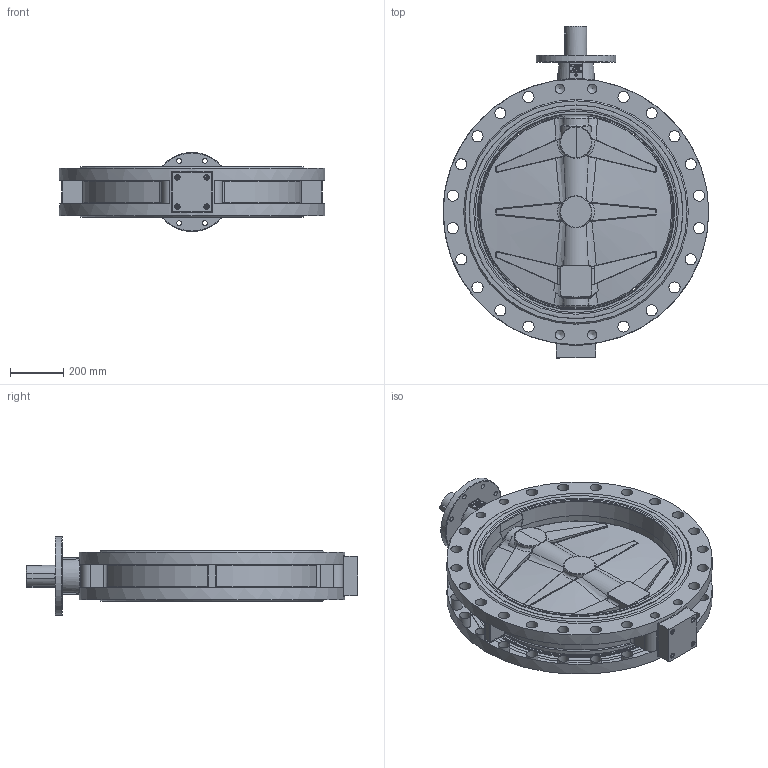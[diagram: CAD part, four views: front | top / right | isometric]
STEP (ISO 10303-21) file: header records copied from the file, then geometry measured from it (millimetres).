
FILE_DESCRIPTION((''),'2;1');
FILE_NAME('F012-K1 DN750.stp','2007-09-27T11:42:03',('hellwig'),(''),'Autodesk Inventor 11','Autodesk Inventor 11','');
FILE_SCHEMA(('AUTOMOTIVE_DESIGN { 1 0 10303 214 1 1 1 1 }'));
Length unit declared in the file: millimetre
Products named in the file (1): Bauteil37
Bounding box: 1000 x 1249.9 x 298 mm (x, y, z)
Volume: 71468927.4 mm3; surface area: 4291949.9 mm2
Topology: 17 solids, 17 shells, 1669 faces, 4325 edges, 2751 vertices
Faces by surface type: bspline 765, plane 540, cylinder 239, cone 82, torus 43
Full cylindrical faces by diameter (mm): 12 x4, 18 x4, 34.67 x4, 42 x20, 55 x1, 65 x3, 65.1 x1, 75 x1, 75.1 x1, 80 x9, 80.1 x1, 80.2 x4, 80.5 x4, 87.2 x1, 88.4 x2, 91.8 x1, 95 x5, 105 x1, 105.7 x2, 115 x1, 120 x1, 125 x1, 129 x1, 200 x1, 298 x1, 760 x1, 786 x1, 792 x1, 802 x1
Entity records: 79463 total; most frequent: CARTESIAN_POINT 44715, ORIENTED_EDGE 8048, DIRECTION 5196, EDGE_CURVE 4024, VERTEX_POINT 2677, EDGE_LOOP 2102, AXIS2_PLACEMENT_3D 1832, FACE_OUTER_BOUND 1669
